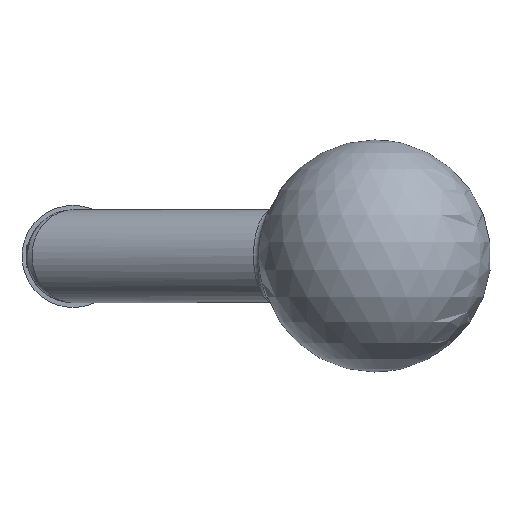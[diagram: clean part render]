
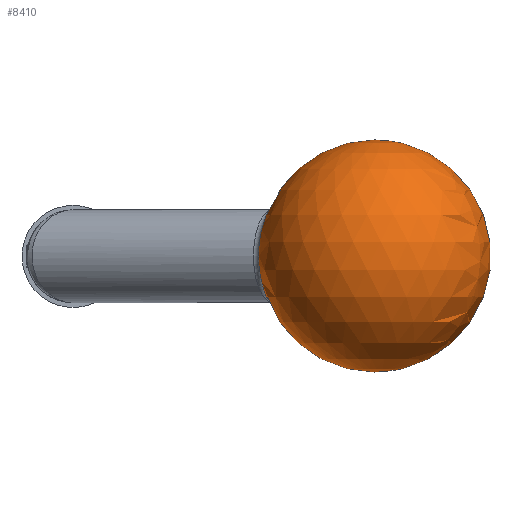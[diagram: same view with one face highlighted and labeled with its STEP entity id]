
A CAD part, top view. The second image highlights one B-rep face of the part: STEP entity #8410.
In plain terms, the highlighted spherical face has radius 25 mm.
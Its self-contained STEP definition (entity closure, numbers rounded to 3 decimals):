
#729 = VERTEX_POINT ( 'NONE', #5088 ) ;
#1760 = EDGE_LOOP ( 'NONE', ( #14727 ) ) ;
#2815 = EDGE_CURVE ( 'NONE', #729, #729, #15026, .T. ) ;
#3468 = DIRECTION ( 'NONE',  ( 0.908, 0., 0.419 ) ) ;
#5088 = CARTESIAN_POINT ( 'NONE',  ( 49.322, 0., 35.527 ) ) ;
#7342 = FACE_BOUND ( 'NONE', #1760, .T. ) ;
#7449 = CARTESIAN_POINT ( 'NONE',  ( 44.666, 0., 45.615 ) ) ;
#8410 = ADVANCED_FACE ( 'NONE', ( #7342 ), #15617, .T. ) ;
#9911 = AXIS2_PLACEMENT_3D ( 'NONE', #13620, #12429, #14845 ) ;
#12429 = DIRECTION ( 'NONE',  ( 0., 1., 0. ) ) ;
#13620 = CARTESIAN_POINT ( 'NONE',  ( 65., 0., 55. ) ) ;
#13830 = DIRECTION ( 'NONE',  ( 0.419, 0., -0.908 ) ) ;
#14727 = ORIENTED_EDGE ( 'NONE', *, *, #2815, .T. ) ;
#14845 = DIRECTION ( 'NONE',  ( -0.908, 0., -0.419 ) ) ;
#15026 = CIRCLE ( 'NONE', #15317, 11.111 ) ;
#15317 = AXIS2_PLACEMENT_3D ( 'NONE', #7449, #3468, #13830 ) ;
#15617 = SPHERICAL_SURFACE ( 'NONE', #9911, 25. ) ;
